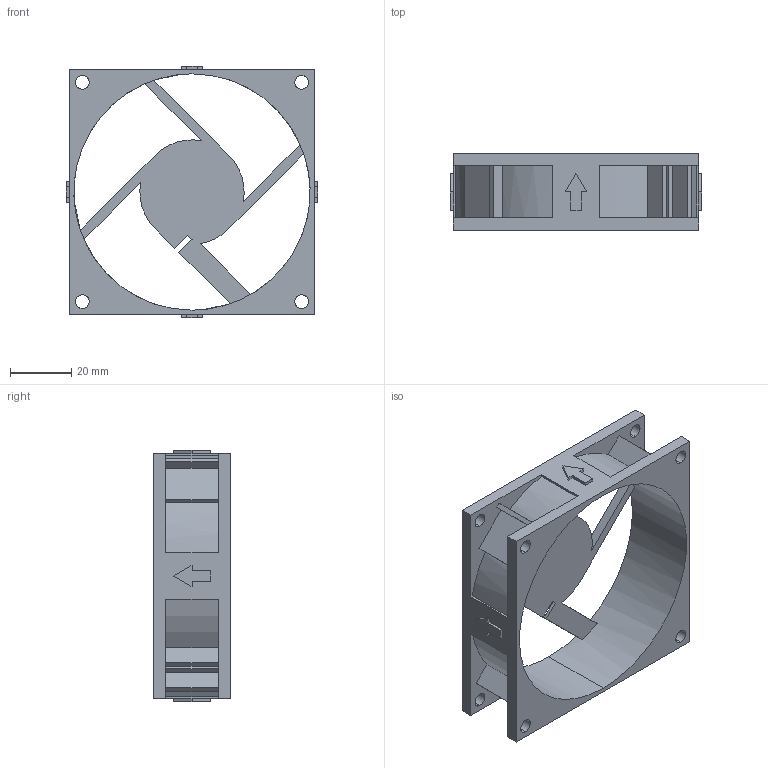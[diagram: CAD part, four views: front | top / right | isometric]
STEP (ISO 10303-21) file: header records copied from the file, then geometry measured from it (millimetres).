
FILE_DESCRIPTION(('FreeCAD Model'),'2;1');
FILE_NAME('80mm FAN.stp','2016-01-27T22:41:25',('FreeCAD'),('FreeCAD'), 'Open CASCADE STEP processor 6.8','FreeCAD','Unknown');
FILE_SCHEMA(('AUTOMOTIVE_DESIGN_CC2 { 1 2 10303 214 -1 1 5 4 }'));
Length unit declared in the file: millimetre
Products named in the file (1): Open CASCADE STEP translator 6.8 439
Bounding box: 82 x 25 x 82 mm (x, y, z)
Volume: 25717 mm3; surface area: 25598.8 mm2
Topology: 1 solids, 1 shells, 135 faces, 399 edges, 266 vertices
Faces by surface type: plane 101, bspline 34
Entity records: 12415 total; most frequent: CARTESIAN_POINT 7030, B_SPLINE_CURVE_WITH_KNOTS 1045, ORIENTED_EDGE 798, PCURVE 798, DEFINITIONAL_REPRESENTATION 798, EDGE_CURVE 399, SURFACE_CURVE 399, VERTEX_POINT 266
